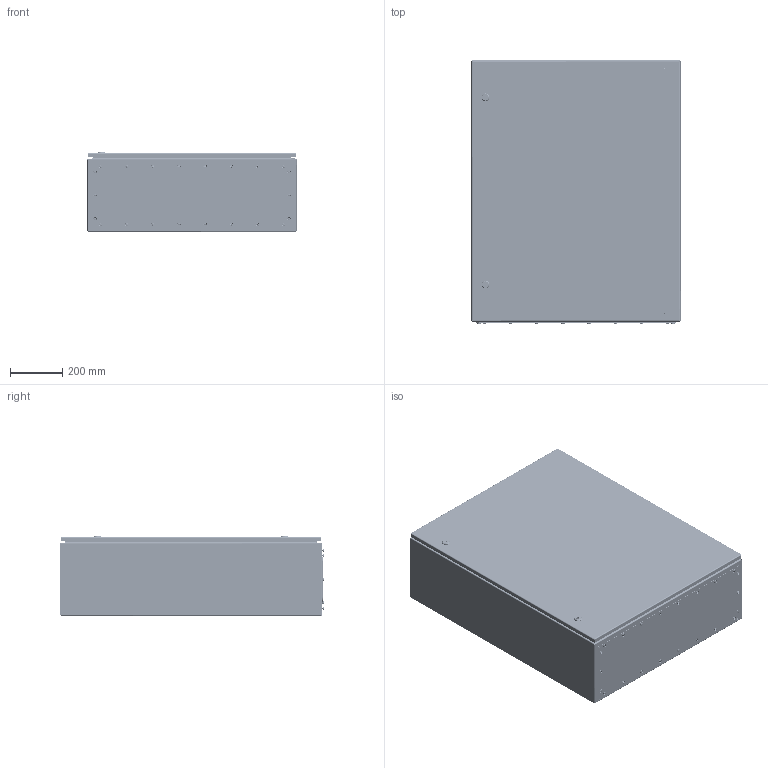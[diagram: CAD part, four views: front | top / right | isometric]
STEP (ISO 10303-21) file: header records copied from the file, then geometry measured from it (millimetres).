
FILE_DESCRIPTION (( 'STEP AP203' ), '1' );
FILE_NAME ('U3210100803 Êîðïóñ UC2M 100.80.30 IP66 (752.000.321).STEP', '2022-04-29T10:57:57', ( '' ), ( '' ), 'SwSTEP 2.0', 'SolidWorks 2017', '' );
FILE_SCHEMA (( 'CONFIG_CONTROL_DESIGN' ));
Length unit declared in the file: millimetre
Products named in the file (38): 鎔艜_17473_M6x12; 000.113.109 忺謤僔 UC2_03 (100.80.30); 000.241.263 署赅 UC2_01 (80.30); 蹴濋趌5915_M8; 000.210.367 Îñíîâàíèå äâåðêè UC2_01 (100.80); Øïèëüêà çàçåìëåíèÿ CKF CS_Œ6å16; ч蜱齁罻 ST-6; 椻壚樇襝鴀 Mesan 33; 056-277 椯鴀殣罻 UC2_03 (100.80.30); Óïëîòíèòåëü ÏÏÓ êðûøêè UC2Ì_28 (80.30); 嵑殧趌11371_6; Øïèëüêà ðåçüáîâàÿ Ì6_Œ6å12; 019-99 Ïëàíêà z-îáðàçíàÿ_05 (100); Øàéáà íåéëîí Ø028_Œ5; Óïëîòíèòåëü ÏÏÓ äâåðêè UC2_30 (100.80); 扻豵鵨_п-1; ч蜱齁罻 ST-9; Ñòîïîðíàÿ âòóëêà ïåòëè 4-119 Dirak; 012-1799 眈翴錪 鳱歑膱 UC2_01 (100.80); Îñíîâàíèå ïåòëè 4-119 Dirak; ﾇ瑟鶴 Mesan 060-1-1-13-33_00; Øòèôò ïåòëè 4-119 Dirak; 嵑殧趌11371_8; 嵑殧趌11371_5; Âòóëêà ïåòëè 4-119 Dirak; 010-330 Ïàíåëü ìîíòàæíàÿ UC2_01 (100.80); Ïåòëÿ 4-119 Dirak_00; 000.241.262 署赅 UC2_01 (80.30); 蹴濋趌5915_M5; Øàéáà íåéëîí Ø028_Œ6; 027-191 署赅 UC2_01 (80.30); U3210100803 扻豵鵨 UC2M 100.80.30 IP66 (752.000.321); 000.207.190 攜歑罻 UC2_01 (100.80); 嵑殧趌6402_8; Øïèëüêà ðåçüáîâàÿ Ì6_Œ8å30; 040-116 Âèíò ñïåöèàëüíûé ST 4,8x9; 008-404 Ñòåíêà ïðîôèëüíàÿ UC2_03 (100.80.30); 003-393 Ñòåíêà íèæíÿÿ UC2_07 (00.80)
Assembly tree (158 placements, depth 4):
  U3210100803 扻豵鵨 UC2M 100.80.30 IP66 (752.000.321)
    000.113.109 忺謤僔 UC2_03 (100.80.30)
      008-404 Ñòåíêà ïðîôèëüíàÿ UC2_03 (100.80.30)
      003-393 Ñòåíêà íèæíÿÿ UC2_07 (00.80)
      Øïèëüêà ðåçüáîâàÿ Ì6_Œ8å30  x6
      Øïèëüêà ðåçüáîâàÿ Ì6_Œ6å12  x12
      Øïèëüêà çàçåìëåíèÿ CKF CS_Œ6å16  x2
    000.207.190 攜歑罻 UC2_01 (100.80)
      000.210.367 Îñíîâàíèå äâåðêè UC2_01 (100.80)
        012-1799 眈翴錪 鳱歑膱 UC2_01 (100.80)
        019-99 Ïëàíêà z-îáðàçíàÿ_05 (100)  x2
        Âòóëêà ïåòëè 4-119 Dirak  x3
        Øïèëüêà çàçåìëåíèÿ CKF CS_Œ6å16  x2
      Óïëîòíèòåëü ÏÏÓ äâåðêè UC2_30 (100.80)
      ﾇ瑟鶴 Mesan 060-1-1-13-33_00  x2
        扻豵鵨_п-1
        椻壚樇襝鴀 Mesan 33
        嵑殧趌11371_6
        鎔艜_17473_M6x12
    Ïåòëÿ 4-119 Dirak_00  x3
      Âòóëêà ïåòëè 4-119 Dirak
      Øòèôò ïåòëè 4-119 Dirak
      Îñíîâàíèå ïåòëè 4-119 Dirak
      Ñòîïîðíàÿ âòóëêà ïåòëè 4-119 Dirak
    嵑殧趌11371_5  x6
    Øàéáà íåéëîí Ø028_Œ5  x6
    蹴濋趌5915_M5  x6
    ч蜱齁罻 ST-6  x8
    ч蜱齁罻 ST-9  x4
    010-330 Ïàíåëü ìîíòàæíàÿ UC2_01 (100.80)
    蹴濋趌5915_M8  x18
    嵑殧趌11371_8  x6
    嵑殧趌6402_8  x6
    000.241.262 署赅 UC2_01 (80.30)
      000.241.263 署赅 UC2_01 (80.30)
        027-191 署赅 UC2_01 (80.30)
        Øïèëüêà çàçåìëåíèÿ CKF CS_Œ6å16
      Óïëîòíèòåëü ÏÏÓ êðûøêè UC2Ì_28 (80.30)
    040-116 Âèíò ñïåöèàëüíûé ST 4,8x9  x22
    Øàéáà íåéëîí Ø028_Œ6  x22
    056-277 椯鴀殣罻 UC2_03 (100.80.30)
Bounding box: 800.6 x 1007.22 x 307.25 mm (x, y, z)
Volume: 6109040.8 mm3; surface area: 7417062.6 mm2
Topology: 160 solids, 162 shells, 6714 faces, 15604 edges, 9389 vertices
Faces by surface type: plane 2117, cylinder 1982, bspline 1439, cone 476, sphere 386, torus 314
Entity records: 116612 total; most frequent: CARTESIAN_POINT 52331, ORIENTED_EDGE 12490, DIRECTION 10126, EDGE_CURVE 6245, VERTEX_POINT 4024, VECTOR 3566, LINE 3566, AXIS2_PLACEMENT_3D 3280
